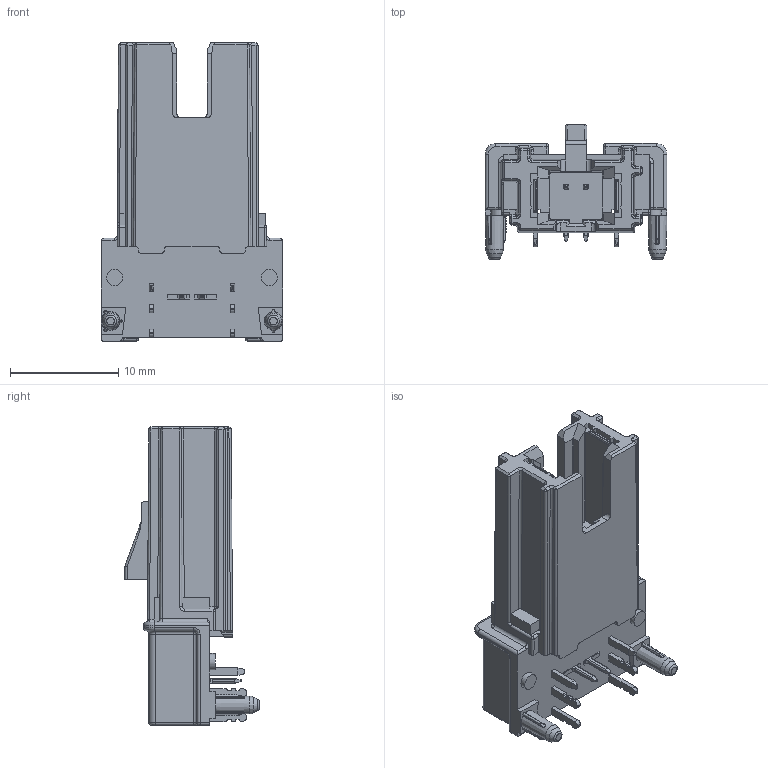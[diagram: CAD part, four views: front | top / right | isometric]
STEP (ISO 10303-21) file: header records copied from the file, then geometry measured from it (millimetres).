
FILE_DESCRIPTION(/* description */ (''),/* implementation_level */ '2;1');
FILE_NAME(/* name */ '35115873-CODE A.stp',/* time_stamp */ '2023-07-27T09:44:31+08:00',/* author */ (''),/* organization */ (''),/* preprocessor_version */ 'ST-DEVELOPER v16',/* originating_system */ 'SIEMENS PLM Software NX 11.0',/* authorisation */ '');
FILE_SCHEMA (('AUTOMOTIVE_DESIGN { 1 0 10303 214 3 1 1 1 }'));
Length unit declared in the file: millimetre
Products named in the file (1): 35115873-CODE A_stp
Bounding box: 16.76 x 12.38 x 27.5 mm (x, y, z)
Volume: 1815.9 mm3; surface area: 2000 mm2
Topology: 1 solids, 1 shells, 805 faces, 2167 edges, 1332 vertices
Faces by surface type: plane 398, cylinder 257, bspline 79, torus 35, cone 20, sphere 16
Full cylindrical faces by diameter (mm): 1.5 x2
Entity records: 26295 total; most frequent: CARTESIAN_POINT 6688, ORIENTED_EDGE 4250, DIRECTION 3926, EDGE_CURVE 2125, VERTEX_POINT 1328, LINE 1316, VECTOR 1316, AXIS2_PLACEMENT_3D 1305
